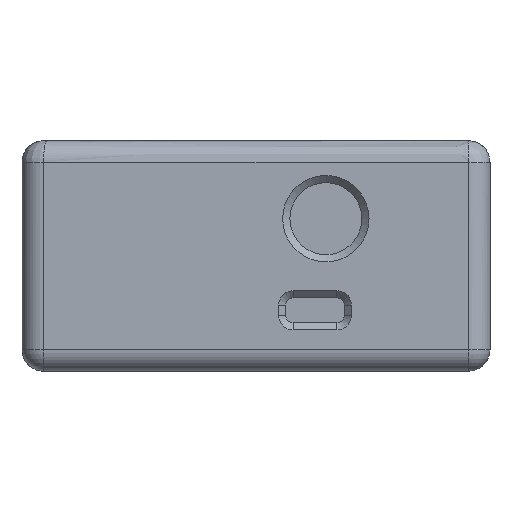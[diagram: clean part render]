
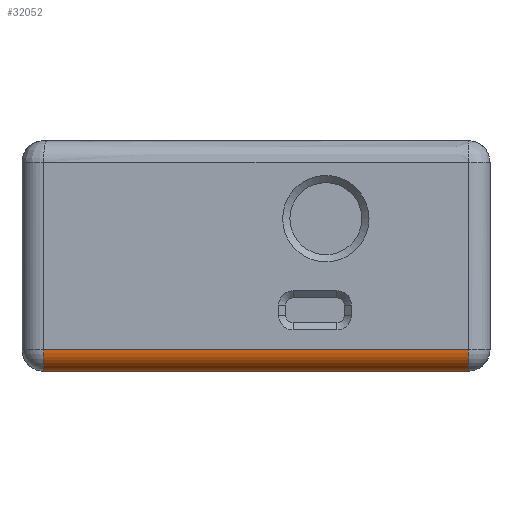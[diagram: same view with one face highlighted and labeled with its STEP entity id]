
A CAD part, front view. The second image highlights one B-rep face of the part: STEP entity #32052.
In plain terms, the highlighted cylindrical face has radius 3 mm (diameter 6 mm), a partial arc.
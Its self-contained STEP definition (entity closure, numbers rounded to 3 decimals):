
#1242 = PLANE('',#1243);
#1243 = AXIS2_PLACEMENT_3D('',#1244,#1245,#1246);
#1244 = CARTESIAN_POINT('',(0.,0.,0.));
#1245 = DIRECTION('',(0.,0.,1.));
#1246 = DIRECTION('',(1.,0.,0.));
#18667 = VERTEX_POINT('',#18668);
#18668 = CARTESIAN_POINT('',(-29.5,-63.25,0.));
#18689 = EDGE_CURVE('',#18690,#18667,#18692,.T.);
#18690 = VERTEX_POINT('',#18691);
#18691 = CARTESIAN_POINT('',(29.5,-63.25,0.));
#18692 = SURFACE_CURVE('',#18693,(#18697,#18704),.PCURVE_S1.);
#18693 = LINE('',#18694,#18695);
#18694 = CARTESIAN_POINT('',(32.5,-63.25,0.));
#18695 = VECTOR('',#18696,1.);
#18696 = DIRECTION('',(-1.,0.,0.));
#18697 = PCURVE('',#1242,#18698);
#18698 = DEFINITIONAL_REPRESENTATION('',(#18699),#18703);
#18699 = LINE('',#18700,#18701);
#18700 = CARTESIAN_POINT('',(32.5,-63.25));
#18701 = VECTOR('',#18702,1.);
#18702 = DIRECTION('',(-1.,0.));
#18703 = ( GEOMETRIC_REPRESENTATION_CONTEXT(2) 
PARAMETRIC_REPRESENTATION_CONTEXT() REPRESENTATION_CONTEXT('2D SPACE',''
  ) );
#18704 = PCURVE('',#18705,#18710);
#18705 = CYLINDRICAL_SURFACE('',#18706,3.);
#18706 = AXIS2_PLACEMENT_3D('',#18707,#18708,#18709);
#18707 = CARTESIAN_POINT('',(32.5,-63.25,3.));
#18708 = DIRECTION('',(-1.,0.,0.));
#18709 = DIRECTION('',(0.,0.,-1.));
#18710 = DEFINITIONAL_REPRESENTATION('',(#18711),#18715);
#18711 = LINE('',#18712,#18713);
#18712 = CARTESIAN_POINT('',(0.,0.));
#18713 = VECTOR('',#18714,1.);
#18714 = DIRECTION('',(0.,1.));
#18715 = ( GEOMETRIC_REPRESENTATION_CONTEXT(2) 
PARAMETRIC_REPRESENTATION_CONTEXT() REPRESENTATION_CONTEXT('2D SPACE',''
  ) );
#19853 = VERTEX_POINT('',#19854);
#19854 = CARTESIAN_POINT('',(-29.5,-66.25,3.));
#19869 = SPHERICAL_SURFACE('',#19870,3.);
#19870 = AXIS2_PLACEMENT_3D('',#19871,#19872,#19873);
#19871 = CARTESIAN_POINT('',(-29.5,-63.25,3.));
#19872 = DIRECTION('',(0.,0.,1.));
#19873 = DIRECTION('',(-1.,0.,0.));
#19897 = PLANE('',#19898);
#19898 = AXIS2_PLACEMENT_3D('',#19899,#19900,#19901);
#19899 = CARTESIAN_POINT('',(32.5,-66.25,0.));
#19900 = DIRECTION('',(0.,-1.,0.));
#19901 = DIRECTION('',(-1.,0.,0.));
#26254 = SPHERICAL_SURFACE('',#26255,3.);
#26255 = AXIS2_PLACEMENT_3D('',#26256,#26257,#26258);
#26256 = CARTESIAN_POINT('',(29.5,-63.25,3.));
#26257 = DIRECTION('',(0.,0.,1.));
#26258 = DIRECTION('',(0.,-1.,0.));
#26271 = VERTEX_POINT('',#26272);
#26272 = CARTESIAN_POINT('',(29.5,-66.25,3.));
#32052 = ADVANCED_FACE('',(#32053),#18705,.T.);
#32053 = FACE_BOUND('',#32054,.T.);
#32054 = EDGE_LOOP('',(#32055,#32075,#32096,#32116));
#32055 = ORIENTED_EDGE('',*,*,#32056,.T.);
#32056 = EDGE_CURVE('',#18690,#26271,#32057,.T.);
#32057 = SURFACE_CURVE('',#32058,(#32063,#32069),.PCURVE_S1.);
#32058 = CIRCLE('',#32059,3.);
#32059 = AXIS2_PLACEMENT_3D('',#32060,#32061,#32062);
#32060 = CARTESIAN_POINT('',(29.5,-63.25,3.));
#32061 = DIRECTION('',(-1.,0.,0.));
#32062 = DIRECTION('',(0.,-1.,0.));
#32063 = PCURVE('',#18705,#32064);
#32064 = DEFINITIONAL_REPRESENTATION('',(#32065),#32068);
#32065 = B_SPLINE_CURVE_WITH_KNOTS('',1,(#32066,#32067),.UNSPECIFIED.,
  .F.,.F.,(2,2),(4.712,6.283),
  .PIECEWISE_BEZIER_KNOTS.);
#32066 = CARTESIAN_POINT('',(0.,3.));
#32067 = CARTESIAN_POINT('',(1.571,3.));
#32068 = ( GEOMETRIC_REPRESENTATION_CONTEXT(2) 
PARAMETRIC_REPRESENTATION_CONTEXT() REPRESENTATION_CONTEXT('2D SPACE',''
  ) );
#32069 = PCURVE('',#26254,#32070);
#32070 = DEFINITIONAL_REPRESENTATION('',(#32071),#32074);
#32071 = B_SPLINE_CURVE_WITH_KNOTS('',1,(#32072,#32073),.UNSPECIFIED.,
  .F.,.F.,(2,2),(4.712,6.283),
  .PIECEWISE_BEZIER_KNOTS.);
#32072 = CARTESIAN_POINT('',(0.,-1.571));
#32073 = CARTESIAN_POINT('',(0.,0.));
#32074 = ( GEOMETRIC_REPRESENTATION_CONTEXT(2) 
PARAMETRIC_REPRESENTATION_CONTEXT() REPRESENTATION_CONTEXT('2D SPACE',''
  ) );
#32075 = ORIENTED_EDGE('',*,*,#32076,.T.);
#32076 = EDGE_CURVE('',#26271,#19853,#32077,.T.);
#32077 = SURFACE_CURVE('',#32078,(#32082,#32089),.PCURVE_S1.);
#32078 = LINE('',#32079,#32080);
#32079 = CARTESIAN_POINT('',(32.5,-66.25,3.));
#32080 = VECTOR('',#32081,1.);
#32081 = DIRECTION('',(-1.,0.,0.));
#32082 = PCURVE('',#18705,#32083);
#32083 = DEFINITIONAL_REPRESENTATION('',(#32084),#32088);
#32084 = LINE('',#32085,#32086);
#32085 = CARTESIAN_POINT('',(1.571,0.));
#32086 = VECTOR('',#32087,1.);
#32087 = DIRECTION('',(0.,1.));
#32088 = ( GEOMETRIC_REPRESENTATION_CONTEXT(2) 
PARAMETRIC_REPRESENTATION_CONTEXT() REPRESENTATION_CONTEXT('2D SPACE',''
  ) );
#32089 = PCURVE('',#19897,#32090);
#32090 = DEFINITIONAL_REPRESENTATION('',(#32091),#32095);
#32091 = LINE('',#32092,#32093);
#32092 = CARTESIAN_POINT('',(0.,-3.));
#32093 = VECTOR('',#32094,1.);
#32094 = DIRECTION('',(1.,0.));
#32095 = ( GEOMETRIC_REPRESENTATION_CONTEXT(2) 
PARAMETRIC_REPRESENTATION_CONTEXT() REPRESENTATION_CONTEXT('2D SPACE',''
  ) );
#32096 = ORIENTED_EDGE('',*,*,#32097,.F.);
#32097 = EDGE_CURVE('',#18667,#19853,#32098,.T.);
#32098 = SURFACE_CURVE('',#32099,(#32104,#32110),.PCURVE_S1.);
#32099 = CIRCLE('',#32100,3.);
#32100 = AXIS2_PLACEMENT_3D('',#32101,#32102,#32103);
#32101 = CARTESIAN_POINT('',(-29.5,-63.25,3.));
#32102 = DIRECTION('',(-1.,0.,0.));
#32103 = DIRECTION('',(0.,-1.,0.));
#32104 = PCURVE('',#18705,#32105);
#32105 = DEFINITIONAL_REPRESENTATION('',(#32106),#32109);
#32106 = B_SPLINE_CURVE_WITH_KNOTS('',1,(#32107,#32108),.UNSPECIFIED.,
  .F.,.F.,(2,2),(4.712,6.283),
  .PIECEWISE_BEZIER_KNOTS.);
#32107 = CARTESIAN_POINT('',(0.,62.));
#32108 = CARTESIAN_POINT('',(1.571,62.));
#32109 = ( GEOMETRIC_REPRESENTATION_CONTEXT(2) 
PARAMETRIC_REPRESENTATION_CONTEXT() REPRESENTATION_CONTEXT('2D SPACE',''
  ) );
#32110 = PCURVE('',#19869,#32111);
#32111 = DEFINITIONAL_REPRESENTATION('',(#32112),#32115);
#32112 = B_SPLINE_CURVE_WITH_KNOTS('',1,(#32113,#32114),.UNSPECIFIED.,
  .F.,.F.,(2,2),(4.712,6.283),
  .PIECEWISE_BEZIER_KNOTS.);
#32113 = CARTESIAN_POINT('',(1.571,-1.571));
#32114 = CARTESIAN_POINT('',(1.571,0.));
#32115 = ( GEOMETRIC_REPRESENTATION_CONTEXT(2) 
PARAMETRIC_REPRESENTATION_CONTEXT() REPRESENTATION_CONTEXT('2D SPACE',''
  ) );
#32116 = ORIENTED_EDGE('',*,*,#18689,.F.);
